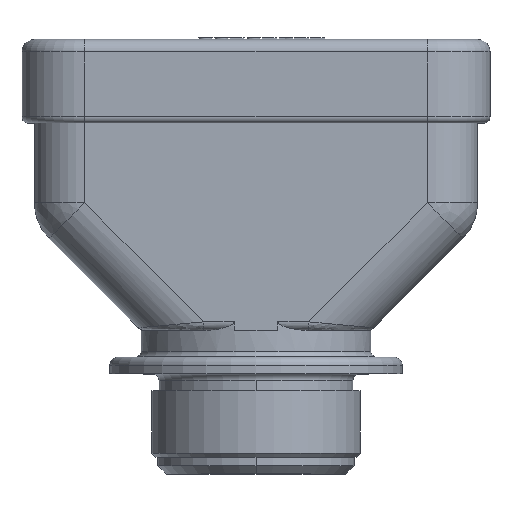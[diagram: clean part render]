
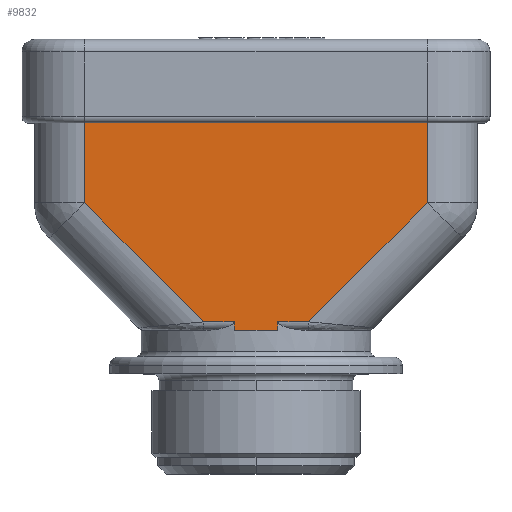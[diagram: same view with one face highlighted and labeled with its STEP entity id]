
A CAD part, top view. The second image highlights one B-rep face of the part: STEP entity #9832.
In plain terms, the highlighted planar face has unit normal (0, 0, 1).
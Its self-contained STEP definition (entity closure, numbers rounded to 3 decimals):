
#7461=DIRECTION('',(0.,1.,0.));
#7462=VECTOR('',#7461,1.);
#7463=CARTESIAN_POINT('',(-2.61,17.2,13.5));
#7464=LINE('',#7463,#7462);
#7465=DIRECTION('',(0.,-1.,0.));
#7466=VECTOR('',#7465,1.);
#7467=CARTESIAN_POINT('',(2.61,18.2,13.5));
#7468=LINE('',#7467,#7466);
#8030=DIRECTION('',(-1.,0.,0.));
#8031=VECTOR('',#8030,3.655);
#8032=CARTESIAN_POINT('',(6.265,18.2,13.5));
#8033=LINE('',#8032,#8031);
#8038=DIRECTION('',(1.,0.,0.));
#8039=VECTOR('',#8038,41.);
#8040=CARTESIAN_POINT('',(-20.5,49.,13.5));
#8041=LINE('',#8040,#8039);
#8042=DIRECTION('',(0.707,0.707,0.));
#8043=VECTOR('',#8042,20.132);
#8044=CARTESIAN_POINT('',(6.265,18.2,13.5));
#8045=LINE('',#8044,#8043);
#8046=DIRECTION('',(0.707,-0.707,0.));
#8047=VECTOR('',#8046,20.132);
#8048=CARTESIAN_POINT('',(-20.5,32.435,13.5));
#8049=LINE('',#8048,#8047);
#8069=DIRECTION('',(0.,1.,0.));
#8070=VECTOR('',#8069,16.565);
#8071=CARTESIAN_POINT('',(-20.5,32.435,13.5));
#8072=LINE('',#8071,#8070);
#8081=DIRECTION('',(0.,-1.,0.));
#8082=VECTOR('',#8081,16.565);
#8083=CARTESIAN_POINT('',(20.5,49.,13.5));
#8084=LINE('',#8083,#8082);
#8123=DIRECTION('',(-1.,0.,0.));
#8124=VECTOR('',#8123,5.22);
#8125=CARTESIAN_POINT('',(2.61,17.2,13.5));
#8126=LINE('',#8125,#8124);
#8155=CARTESIAN_POINT('',(-2.61,18.2,13.5));
#8161=DIRECTION('',(-1.,0.,0.));
#8162=VECTOR('',#8161,3.655);
#8163=CARTESIAN_POINT('',(-2.61,18.2,13.5));
#8164=LINE('',#8163,#8162);
#8355=CARTESIAN_POINT('',(20.5,32.435,13.5));
#8357=VERTEX_POINT('',#8355);
#8358=CARTESIAN_POINT('',(20.5,49.,13.5));
#8360=VERTEX_POINT('',#8358);
#8370=CARTESIAN_POINT('',(2.61,17.2,13.5));
#8371=CARTESIAN_POINT('',(-2.61,17.2,13.5));
#8372=VERTEX_POINT('',#8370);
#8373=VERTEX_POINT('',#8371);
#8396=CARTESIAN_POINT('',(6.265,18.2,13.5));
#8398=VERTEX_POINT('',#8396);
#8418=VERTEX_POINT('',#8155);
#8472=CARTESIAN_POINT('',(2.61,18.2,13.5));
#8473=VERTEX_POINT('',#8472);
#8492=CARTESIAN_POINT('',(-20.5,32.435,13.5));
#8493=CARTESIAN_POINT('',(-6.265,18.2,13.5));
#8494=VERTEX_POINT('',#8492);
#8495=VERTEX_POINT('',#8493);
#8498=CARTESIAN_POINT('',(-20.5,49.,13.5));
#8499=VERTEX_POINT('',#8498);
#9809=CARTESIAN_POINT('',(0.,0.,13.5));
#9810=DIRECTION('',(0.,0.,1.));
#9811=DIRECTION('',(1.,0.,0.));
#9812=AXIS2_PLACEMENT_3D('',#9809,#9810,#9811);
#9813=PLANE('',#9812);
#9815=ORIENTED_EDGE('',*,*,#9814,.T.);
#9817=ORIENTED_EDGE('',*,*,#9816,.T.);
#9819=ORIENTED_EDGE('',*,*,#9818,.F.);
#9820=ORIENTED_EDGE('',*,*,#9801,.T.);
#9821=ORIENTED_EDGE('',*,*,#8897,.T.);
#9823=ORIENTED_EDGE('',*,*,#9822,.T.);
#9824=ORIENTED_EDGE('',*,*,#8893,.T.);
#9826=ORIENTED_EDGE('',*,*,#9825,.T.);
#9827=ORIENTED_EDGE('',*,*,#8691,.F.);
#9829=ORIENTED_EDGE('',*,*,#9828,.T.);
#9830=EDGE_LOOP('',(#9815,#9817,#9819,#9820,#9821,#9823,#9824,#9826,#9827,
#9829));
#9831=FACE_OUTER_BOUND('',#9830,.F.);
#9832=ADVANCED_FACE('',(#9831),#9813,.T.);
#8691=EDGE_CURVE('',#8494,#8495,#8049,.T.);
#8893=EDGE_CURVE('',#8373,#8418,#7464,.T.);
#8897=EDGE_CURVE('',#8473,#8372,#7468,.T.);
#9801=EDGE_CURVE('',#8398,#8473,#8033,.T.);
#9814=EDGE_CURVE('',#8499,#8360,#8041,.T.);
#9816=EDGE_CURVE('',#8360,#8357,#8084,.T.);
#9818=EDGE_CURVE('',#8398,#8357,#8045,.T.);
#9822=EDGE_CURVE('',#8372,#8373,#8126,.T.);
#9825=EDGE_CURVE('',#8418,#8495,#8164,.T.);
#9828=EDGE_CURVE('',#8494,#8499,#8072,.T.);
